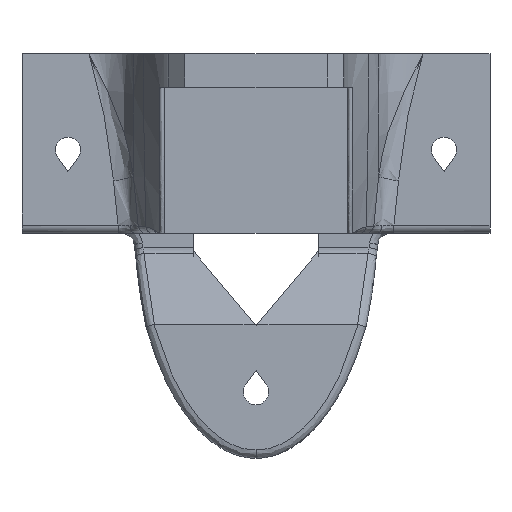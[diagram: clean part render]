
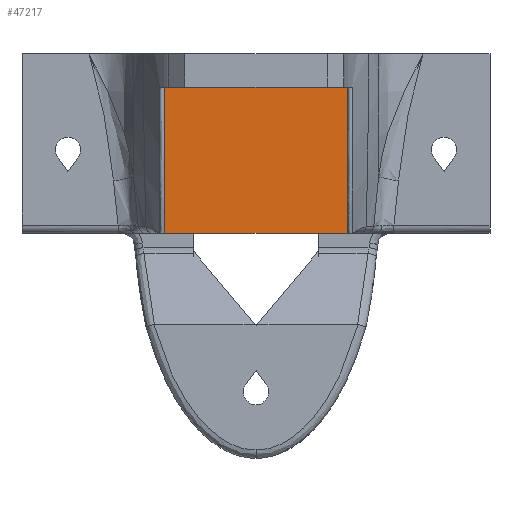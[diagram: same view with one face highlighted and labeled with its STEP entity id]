
A CAD part, left-side view. The second image highlights one B-rep face of the part: STEP entity #47217.
In plain terms, the highlighted planar face has unit normal (-1, 0, 0).
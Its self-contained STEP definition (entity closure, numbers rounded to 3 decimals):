
#22 = VERTEX_POINT('',#23);
#23 = CARTESIAN_POINT('',(-8.001,-22.,0.));
#32 = PLANE('',#33);
#33 = AXIS2_PLACEMENT_3D('',#34,#35,#36);
#34 = CARTESIAN_POINT('',(-8.001,-22.,0.));
#35 = DIRECTION('',(0.,1.,0.));
#36 = DIRECTION('',(0.,0.,1.));
#44 = PLANE('',#45);
#45 = AXIS2_PLACEMENT_3D('',#46,#47,#48);
#46 = CARTESIAN_POINT('',(-28.253,0.,
    0.));
#47 = DIRECTION('',(0.,0.,-1.));
#48 = DIRECTION('',(-1.,0.,0.));
#56 = EDGE_CURVE('',#57,#22,#59,.T.);
#57 = VERTEX_POINT('',#58);
#58 = CARTESIAN_POINT('',(-8.001,-22.,-35.));
#59 = SURFACE_CURVE('',#60,(#64,#71),.PCURVE_S1.);
#60 = LINE('',#61,#62);
#61 = CARTESIAN_POINT('',(-8.001,-22.,-41.606));
#62 = VECTOR('',#63,1.);
#63 = DIRECTION('',(0.,0.,1.));
#64 = PCURVE('',#32,#65);
#65 = DEFINITIONAL_REPRESENTATION('',(#66),#70);
#66 = LINE('',#67,#68);
#67 = CARTESIAN_POINT('',(-41.606,0.));
#68 = VECTOR('',#69,1.);
#69 = DIRECTION('',(1.,0.));
#70 = ( GEOMETRIC_REPRESENTATION_CONTEXT(2) 
PARAMETRIC_REPRESENTATION_CONTEXT() REPRESENTATION_CONTEXT('2D SPACE',''
  ) );
#71 = PCURVE('',#72,#77);
#72 = PLANE('',#73);
#73 = AXIS2_PLACEMENT_3D('',#74,#75,#76);
#74 = CARTESIAN_POINT('',(-8.001,0.,-35.));
#75 = DIRECTION('',(-1.,0.,0.));
#76 = DIRECTION('',(0.,0.,-1.));
#77 = DEFINITIONAL_REPRESENTATION('',(#78),#82);
#78 = LINE('',#79,#80);
#79 = CARTESIAN_POINT('',(6.606,22.));
#80 = VECTOR('',#81,1.);
#81 = DIRECTION('',(-1.,0.));
#82 = ( GEOMETRIC_REPRESENTATION_CONTEXT(2) 
PARAMETRIC_REPRESENTATION_CONTEXT() REPRESENTATION_CONTEXT('2D SPACE',''
  ) );
#99 = PLANE('',#100);
#100 = AXIS2_PLACEMENT_3D('',#101,#102,#103);
#101 = CARTESIAN_POINT('',(-7.828,0.,-35.));
#102 = DIRECTION('',(0.,0.,-1.));
#103 = DIRECTION('',(-1.,0.,0.));
#9056 = VERTEX_POINT('',#9057);
#9057 = CARTESIAN_POINT('',(-8.001,22.,0.));
#9066 = PLANE('',#9067);
#9067 = AXIS2_PLACEMENT_3D('',#9068,#9069,#9070);
#9068 = CARTESIAN_POINT('',(-8.001,22.,0.));
#9069 = DIRECTION('',(-0.,-1.,0.));
#9070 = DIRECTION('',(0.,0.,-1.));
#9085 = EDGE_CURVE('',#9086,#9056,#9088,.T.);
#9086 = VERTEX_POINT('',#9087);
#9087 = CARTESIAN_POINT('',(-8.001,22.,-35.));
#9088 = SURFACE_CURVE('',#9089,(#9093,#9100),.PCURVE_S1.);
#9089 = LINE('',#9090,#9091);
#9090 = CARTESIAN_POINT('',(-8.001,22.,-41.606));
#9091 = VECTOR('',#9092,1.);
#9092 = DIRECTION('',(0.,0.,1.));
#9093 = PCURVE('',#9066,#9094);
#9094 = DEFINITIONAL_REPRESENTATION('',(#9095),#9099);
#9095 = LINE('',#9096,#9097);
#9096 = CARTESIAN_POINT('',(41.606,-0.));
#9097 = VECTOR('',#9098,1.);
#9098 = DIRECTION('',(-1.,0.));
#9099 = ( GEOMETRIC_REPRESENTATION_CONTEXT(2) 
PARAMETRIC_REPRESENTATION_CONTEXT() REPRESENTATION_CONTEXT('2D SPACE',''
  ) );
#9100 = PCURVE('',#72,#9101);
#9101 = DEFINITIONAL_REPRESENTATION('',(#9102),#9106);
#9102 = LINE('',#9103,#9104);
#9103 = CARTESIAN_POINT('',(6.606,-22.));
#9104 = VECTOR('',#9105,1.);
#9105 = DIRECTION('',(-1.,0.));
#9106 = ( GEOMETRIC_REPRESENTATION_CONTEXT(2) 
PARAMETRIC_REPRESENTATION_CONTEXT() REPRESENTATION_CONTEXT('2D SPACE',''
  ) );
#43955 = EDGE_CURVE('',#57,#43956,#43958,.T.);
#43956 = VERTEX_POINT('',#43957);
#43957 = CARTESIAN_POINT('',(-8.001,-21.,-35.));
#43958 = SURFACE_CURVE('',#43959,(#43963,#43970),.PCURVE_S1.);
#43959 = LINE('',#43960,#43961);
#43960 = CARTESIAN_POINT('',(-8.001,-28.,-35.));
#43961 = VECTOR('',#43962,1.);
#43962 = DIRECTION('',(0.,1.,0.));
#43963 = PCURVE('',#99,#43964);
#43964 = DEFINITIONAL_REPRESENTATION('',(#43965),#43969);
#43965 = LINE('',#43966,#43967);
#43966 = CARTESIAN_POINT('',(0.174,-28.));
#43967 = VECTOR('',#43968,1.);
#43968 = DIRECTION('',(0.,1.));
#43969 = ( GEOMETRIC_REPRESENTATION_CONTEXT(2) 
PARAMETRIC_REPRESENTATION_CONTEXT() REPRESENTATION_CONTEXT('2D SPACE',''
  ) );
#43970 = PCURVE('',#72,#43971);
#43971 = DEFINITIONAL_REPRESENTATION('',(#43972),#43976);
#43972 = LINE('',#43973,#43974);
#43973 = CARTESIAN_POINT('',(0.,28.));
#43974 = VECTOR('',#43975,1.);
#43975 = DIRECTION('',(0.,-1.));
#43976 = ( GEOMETRIC_REPRESENTATION_CONTEXT(2) 
PARAMETRIC_REPRESENTATION_CONTEXT() REPRESENTATION_CONTEXT('2D SPACE',''
  ) );
#43978 = EDGE_CURVE('',#43979,#43956,#43981,.T.);
#43979 = VERTEX_POINT('',#43980);
#43980 = CARTESIAN_POINT('',(-8.001,0.,-35.));
#43981 = SURFACE_CURVE('',#43982,(#43986,#43993),.PCURVE_S1.);
#43982 = LINE('',#43983,#43984);
#43983 = CARTESIAN_POINT('',(-8.001,0.,-35.));
#43984 = VECTOR('',#43985,1.);
#43985 = DIRECTION('',(0.,-1.,0.));
#43986 = PCURVE('',#99,#43987);
#43987 = DEFINITIONAL_REPRESENTATION('',(#43988),#43992);
#43988 = LINE('',#43989,#43990);
#43989 = CARTESIAN_POINT('',(0.174,0.));
#43990 = VECTOR('',#43991,1.);
#43991 = DIRECTION('',(0.,-1.));
#43992 = ( GEOMETRIC_REPRESENTATION_CONTEXT(2) 
PARAMETRIC_REPRESENTATION_CONTEXT() REPRESENTATION_CONTEXT('2D SPACE',''
  ) );
#43993 = PCURVE('',#72,#43994);
#43994 = DEFINITIONAL_REPRESENTATION('',(#43995),#43999);
#43995 = LINE('',#43996,#43997);
#43996 = CARTESIAN_POINT('',(0.,0.));
#43997 = VECTOR('',#43998,1.);
#43998 = DIRECTION('',(0.,1.));
#43999 = ( GEOMETRIC_REPRESENTATION_CONTEXT(2) 
PARAMETRIC_REPRESENTATION_CONTEXT() REPRESENTATION_CONTEXT('2D SPACE',''
  ) );
#44001 = EDGE_CURVE('',#43979,#44002,#44004,.T.);
#44002 = VERTEX_POINT('',#44003);
#44003 = CARTESIAN_POINT('',(-8.001,21.,-35.));
#44004 = SURFACE_CURVE('',#44005,(#44009,#44016),.PCURVE_S1.);
#44005 = LINE('',#44006,#44007);
#44006 = CARTESIAN_POINT('',(-8.001,0.,-35.));
#44007 = VECTOR('',#44008,1.);
#44008 = DIRECTION('',(0.,1.,0.));
#44009 = PCURVE('',#99,#44010);
#44010 = DEFINITIONAL_REPRESENTATION('',(#44011),#44015);
#44011 = LINE('',#44012,#44013);
#44012 = CARTESIAN_POINT('',(0.174,0.));
#44013 = VECTOR('',#44014,1.);
#44014 = DIRECTION('',(0.,1.));
#44015 = ( GEOMETRIC_REPRESENTATION_CONTEXT(2) 
PARAMETRIC_REPRESENTATION_CONTEXT() REPRESENTATION_CONTEXT('2D SPACE',''
  ) );
#44016 = PCURVE('',#72,#44017);
#44017 = DEFINITIONAL_REPRESENTATION('',(#44018),#44022);
#44018 = LINE('',#44019,#44020);
#44019 = CARTESIAN_POINT('',(0.,0.));
#44020 = VECTOR('',#44021,1.);
#44021 = DIRECTION('',(0.,-1.));
#44022 = ( GEOMETRIC_REPRESENTATION_CONTEXT(2) 
PARAMETRIC_REPRESENTATION_CONTEXT() REPRESENTATION_CONTEXT('2D SPACE',''
  ) );
#44024 = EDGE_CURVE('',#9086,#44002,#44025,.T.);
#44025 = SURFACE_CURVE('',#44026,(#44030,#44037),.PCURVE_S1.);
#44026 = LINE('',#44027,#44028);
#44027 = CARTESIAN_POINT('',(-8.001,28.,-35.));
#44028 = VECTOR('',#44029,1.);
#44029 = DIRECTION('',(-0.,-1.,0.));
#44030 = PCURVE('',#99,#44031);
#44031 = DEFINITIONAL_REPRESENTATION('',(#44032),#44036);
#44032 = LINE('',#44033,#44034);
#44033 = CARTESIAN_POINT('',(0.174,28.));
#44034 = VECTOR('',#44035,1.);
#44035 = DIRECTION('',(0.,-1.));
#44036 = ( GEOMETRIC_REPRESENTATION_CONTEXT(2) 
PARAMETRIC_REPRESENTATION_CONTEXT() REPRESENTATION_CONTEXT('2D SPACE',''
  ) );
#44037 = PCURVE('',#72,#44038);
#44038 = DEFINITIONAL_REPRESENTATION('',(#44039),#44043);
#44039 = LINE('',#44040,#44041);
#44040 = CARTESIAN_POINT('',(0.,-28.));
#44041 = VECTOR('',#44042,1.);
#44042 = DIRECTION('',(0.,1.));
#44043 = ( GEOMETRIC_REPRESENTATION_CONTEXT(2) 
PARAMETRIC_REPRESENTATION_CONTEXT() REPRESENTATION_CONTEXT('2D SPACE',''
  ) );
#45141 = EDGE_CURVE('',#45142,#9056,#45144,.T.);
#45142 = VERTEX_POINT('',#45143);
#45143 = CARTESIAN_POINT('',(-8.001,0.,0.));
#45144 = SURFACE_CURVE('',#45145,(#45149,#45156),.PCURVE_S1.);
#45145 = LINE('',#45146,#45147);
#45146 = CARTESIAN_POINT('',(-8.001,0.,0.));
#45147 = VECTOR('',#45148,1.);
#45148 = DIRECTION('',(0.,1.,0.));
#45149 = PCURVE('',#44,#45150);
#45150 = DEFINITIONAL_REPRESENTATION('',(#45151),#45155);
#45151 = LINE('',#45152,#45153);
#45152 = CARTESIAN_POINT('',(-20.252,0.));
#45153 = VECTOR('',#45154,1.);
#45154 = DIRECTION('',(0.,1.));
#45155 = ( GEOMETRIC_REPRESENTATION_CONTEXT(2) 
PARAMETRIC_REPRESENTATION_CONTEXT() REPRESENTATION_CONTEXT('2D SPACE',''
  ) );
#45156 = PCURVE('',#72,#45157);
#45157 = DEFINITIONAL_REPRESENTATION('',(#45158),#45162);
#45158 = LINE('',#45159,#45160);
#45159 = CARTESIAN_POINT('',(-35.,0.));
#45160 = VECTOR('',#45161,1.);
#45161 = DIRECTION('',(0.,-1.));
#45162 = ( GEOMETRIC_REPRESENTATION_CONTEXT(2) 
PARAMETRIC_REPRESENTATION_CONTEXT() REPRESENTATION_CONTEXT('2D SPACE',''
  ) );
#45164 = EDGE_CURVE('',#45142,#22,#45165,.T.);
#45165 = SURFACE_CURVE('',#45166,(#45170,#45177),.PCURVE_S1.);
#45166 = LINE('',#45167,#45168);
#45167 = CARTESIAN_POINT('',(-8.001,0.,0.));
#45168 = VECTOR('',#45169,1.);
#45169 = DIRECTION('',(0.,-1.,0.));
#45170 = PCURVE('',#44,#45171);
#45171 = DEFINITIONAL_REPRESENTATION('',(#45172),#45176);
#45172 = LINE('',#45173,#45174);
#45173 = CARTESIAN_POINT('',(-20.252,0.));
#45174 = VECTOR('',#45175,1.);
#45175 = DIRECTION('',(0.,-1.));
#45176 = ( GEOMETRIC_REPRESENTATION_CONTEXT(2) 
PARAMETRIC_REPRESENTATION_CONTEXT() REPRESENTATION_CONTEXT('2D SPACE',''
  ) );
#45177 = PCURVE('',#72,#45178);
#45178 = DEFINITIONAL_REPRESENTATION('',(#45179),#45183);
#45179 = LINE('',#45180,#45181);
#45180 = CARTESIAN_POINT('',(-35.,0.));
#45181 = VECTOR('',#45182,1.);
#45182 = DIRECTION('',(0.,1.));
#45183 = ( GEOMETRIC_REPRESENTATION_CONTEXT(2) 
PARAMETRIC_REPRESENTATION_CONTEXT() REPRESENTATION_CONTEXT('2D SPACE',''
  ) );
#47217 = ADVANCED_FACE('',(#47218),#72,.T.);
#47218 = FACE_BOUND('',#47219,.T.);
#47219 = EDGE_LOOP('',(#47220,#47221,#47222,#47223,#47224,#47225,#47226,
    #47227));
#47220 = ORIENTED_EDGE('',*,*,#44001,.F.);
#47221 = ORIENTED_EDGE('',*,*,#43978,.T.);
#47222 = ORIENTED_EDGE('',*,*,#43955,.F.);
#47223 = ORIENTED_EDGE('',*,*,#56,.T.);
#47224 = ORIENTED_EDGE('',*,*,#45164,.F.);
#47225 = ORIENTED_EDGE('',*,*,#45141,.T.);
#47226 = ORIENTED_EDGE('',*,*,#9085,.F.);
#47227 = ORIENTED_EDGE('',*,*,#44024,.T.);
